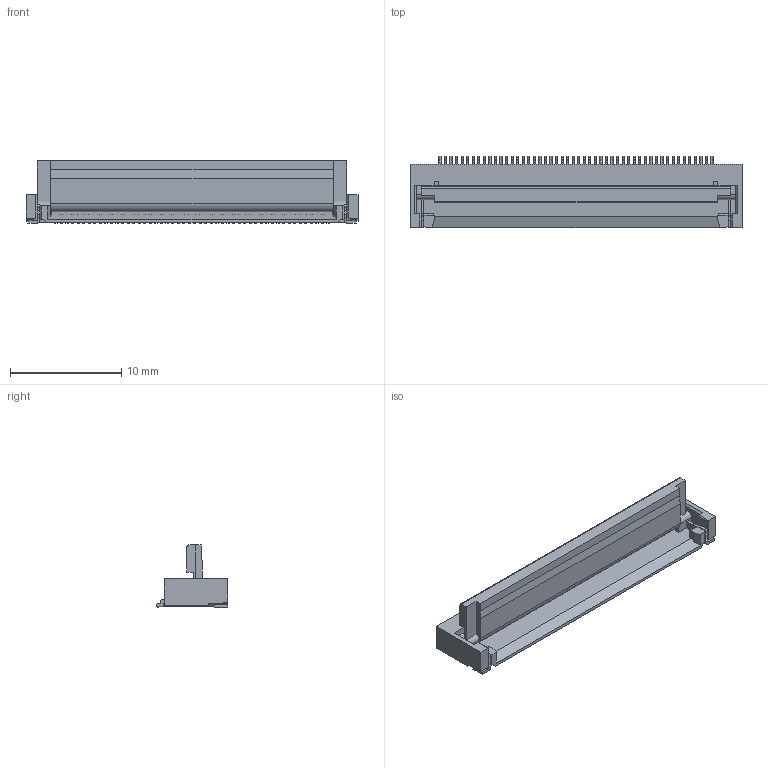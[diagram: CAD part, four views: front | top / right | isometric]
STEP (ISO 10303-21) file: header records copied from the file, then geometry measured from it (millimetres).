
FILE_DESCRIPTION(/* description */ (''),/* implementation_level */ '2;1');
FILE_NAME(/* name */ '1.stp',/* time_stamp */ '2019-11-08T16:17:09+02:00',/* author */ ('k'),/* organization */ (''),/* preprocessor_version */ 'ST-DEVELOPER v15.6',/* originating_system */ 'Autodesk Inventor 2015',/* authorisation */ '');
FILE_SCHEMA (('AUTOMOTIVE_DESIGN { 1 0 10303 214 3 1 1 }'));
Products named in the file (9): 1; 2; 3; 4; 5; 6; 7; Hirose Logo adjastable
Bounding box: 29.9 x 6.4 x 5.6 mm (x, y, z)
Volume: 352.5 mm3; surface area: 1063.9 mm2
Topology: 207 solids, 207 shells, 1975 faces, 4681 edges, 3116 vertices
Faces by surface type: plane 1652, cylinder 323
Full cylindrical faces by diameter (mm): 0.325 x1
Entity records: 56367 total; most frequent: CARTESIAN_POINT 9788, ORIENTED_EDGE 9360, DIRECTION 9316, EDGE_CURVE 4680, LINE 4028, VECTOR 4028, VERTEX_POINT 3116, AXIS2_PLACEMENT_3D 2644
